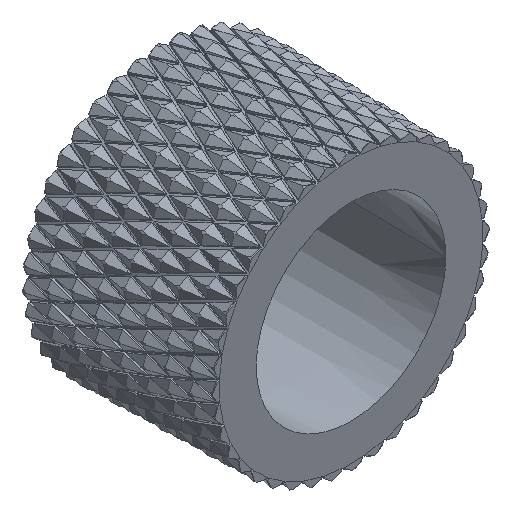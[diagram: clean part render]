
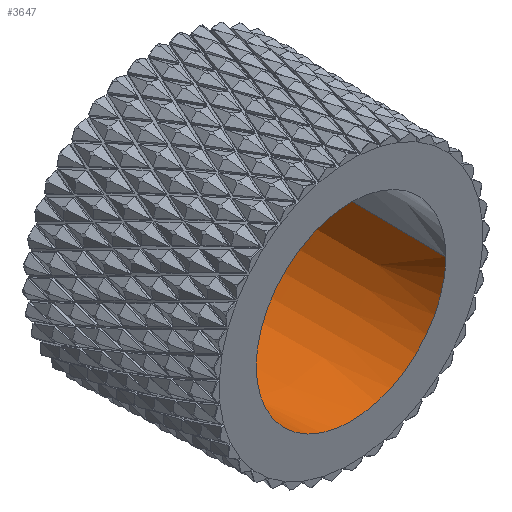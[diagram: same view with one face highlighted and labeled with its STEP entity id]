
A CAD part, isometric view. The second image highlights one B-rep face of the part: STEP entity #3647.
In plain terms, the highlighted free-form (B-spline) face has degree [3, 2] with [4, 5] control points.
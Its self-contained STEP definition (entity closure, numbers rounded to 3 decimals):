
#3647=ADVANCED_FACE('',(#7013),#46023,.T.);
#7013=FACE_OUTER_BOUND('',#10514,.T.);
#10514=EDGE_LOOP('',(#25261,#25262,#25263,#25264));
#25261=ORIENTED_EDGE('',*,*,#33706,.T.);
#25262=ORIENTED_EDGE('',*,*,#30597,.T.);
#25263=ORIENTED_EDGE('',*,*,#30598,.T.);
#25264=ORIENTED_EDGE('',*,*,#33704,.F.);
#30597=EDGE_CURVE('',#44466,#44465,#33731,.T.);
#30598=EDGE_CURVE('',#44465,#46004,#33732,.T.);
#33704=EDGE_CURVE('',#46003,#46004,#33942,.T.);
#33706=EDGE_CURVE('',#46003,#44466,#33944,.T.);
#33731=(
BOUNDED_CURVE()
B_SPLINE_CURVE(3,(#77015,#77016,#77017,#77018),.UNSPECIFIED.,.F.,.F.)
B_SPLINE_CURVE_WITH_KNOTS((4,4),(0.,10.402),.UNSPECIFIED.)
CURVE()
GEOMETRIC_REPRESENTATION_ITEM()
RATIONAL_B_SPLINE_CURVE((1.,1.,1.,1.))
REPRESENTATION_ITEM('')
);
#33732=(
BOUNDED_CURVE()
B_SPLINE_CURVE(2,(#77019,#77020,#77021,#77022,#77023),.UNSPECIFIED.,.F.,
 .F.)
B_SPLINE_CURVE_WITH_KNOTS((3,2,3),(-43.2,-32.4,-21.6),.UNSPECIFIED.)
CURVE()
GEOMETRIC_REPRESENTATION_ITEM()
RATIONAL_B_SPLINE_CURVE((1.,0.707,1.,0.707,1.))
REPRESENTATION_ITEM('')
);
#33942=(
BOUNDED_CURVE()
B_SPLINE_CURVE(3,(#86823,#86824,#86825,#86826),.UNSPECIFIED.,.F.,.F.)
B_SPLINE_CURVE_WITH_KNOTS((4,4),(0.,10.402),.UNSPECIFIED.)
CURVE()
GEOMETRIC_REPRESENTATION_ITEM()
RATIONAL_B_SPLINE_CURVE((1.,1.,1.,1.))
REPRESENTATION_ITEM('')
);
#33944=(
BOUNDED_CURVE()
B_SPLINE_CURVE(2,(#86832,#86833,#86834,#86835,#86836),.UNSPECIFIED.,.F.,
 .F.)
B_SPLINE_CURVE_WITH_KNOTS((3,2,3),(21.6,32.4,43.2),.UNSPECIFIED.)
CURVE()
GEOMETRIC_REPRESENTATION_ITEM()
RATIONAL_B_SPLINE_CURVE((1.,0.707,1.,0.707,1.))
REPRESENTATION_ITEM('')
);
#44465=VERTEX_POINT('',#65379);
#44466=VERTEX_POINT('',#65380);
#46003=VERTEX_POINT('',#66917);
#46004=VERTEX_POINT('',#66918);
#46023=(
BOUNDED_SURFACE()
B_SPLINE_SURFACE(3,2,((#60873,#60874,#60875,#60876,#60877),(#60878,#60879,
#60880,#60881,#60882),(#60883,#60884,#60885,#60886,#60887),(#60888,#60889,
#60890,#60891,#60892)),.UNSPECIFIED.,.F.,.F.,.F.)
B_SPLINE_SURFACE_WITH_KNOTS((4,4),(3,2,3),(0.,10.402),(-43.2,
-32.4,-21.6),.UNSPECIFIED.)
GEOMETRIC_REPRESENTATION_ITEM()
RATIONAL_B_SPLINE_SURFACE(((1.,0.707,1.,0.707,1.),
(1.,0.707,1.,0.707,1.),(1.,0.707,1.,
0.707,1.),(1.,0.707,1.,0.707,1.)))
REPRESENTATION_ITEM('')
SURFACE()
);
#60873=CARTESIAN_POINT('',(5.25,-15.4,0.));
#60874=CARTESIAN_POINT('',(5.25,-15.4,-5.25));
#60875=CARTESIAN_POINT('',(0.,-15.4,-5.25));
#60876=CARTESIAN_POINT('',(-5.25,-15.4,-5.25));
#60877=CARTESIAN_POINT('',(-5.25,-15.4,0.));
#60878=CARTESIAN_POINT('',(5.3,-11.933,0.));
#60879=CARTESIAN_POINT('',(5.3,-11.933,-5.3));
#60880=CARTESIAN_POINT('',(0.,-11.933,-5.3));
#60881=CARTESIAN_POINT('',(-5.3,-11.933,-5.3));
#60882=CARTESIAN_POINT('',(-5.3,-11.933,0.));
#60883=CARTESIAN_POINT('',(5.35,-8.467,0.));
#60884=CARTESIAN_POINT('',(5.35,-8.467,-5.35));
#60885=CARTESIAN_POINT('',(0.,-8.467,-5.35));
#60886=CARTESIAN_POINT('',(-5.35,-8.467,-5.35));
#60887=CARTESIAN_POINT('',(-5.35,-8.467,0.));
#60888=CARTESIAN_POINT('',(5.4,-5.,0.));
#60889=CARTESIAN_POINT('',(5.4,-5.,-5.4));
#60890=CARTESIAN_POINT('',(0.,-5.,-5.4));
#60891=CARTESIAN_POINT('',(-5.4,-5.,-5.4));
#60892=CARTESIAN_POINT('',(-5.4,-5.,0.));
#65379=CARTESIAN_POINT('',(5.4,-5.,0.));
#65380=CARTESIAN_POINT('',(5.25,-15.4,0.));
#66917=CARTESIAN_POINT('',(-5.25,-15.4,0.));
#66918=CARTESIAN_POINT('',(-5.4,-5.,0.));
#77015=CARTESIAN_POINT('',(5.25,-15.4,0.));
#77016=CARTESIAN_POINT('',(5.3,-11.933,0.));
#77017=CARTESIAN_POINT('',(5.35,-8.467,0.));
#77018=CARTESIAN_POINT('',(5.4,-5.,0.));
#77019=CARTESIAN_POINT('',(5.4,-5.,0.));
#77020=CARTESIAN_POINT('',(5.4,-5.,-5.4));
#77021=CARTESIAN_POINT('',(0.,-5.,-5.4));
#77022=CARTESIAN_POINT('',(-5.4,-5.,-5.4));
#77023=CARTESIAN_POINT('',(-5.4,-5.,0.));
#86823=CARTESIAN_POINT('',(-5.25,-15.4,0.));
#86824=CARTESIAN_POINT('',(-5.3,-11.933,0.));
#86825=CARTESIAN_POINT('',(-5.35,-8.467,0.));
#86826=CARTESIAN_POINT('',(-5.4,-5.,0.));
#86832=CARTESIAN_POINT('',(-5.25,-15.4,0.));
#86833=CARTESIAN_POINT('',(-5.25,-15.4,-5.25));
#86834=CARTESIAN_POINT('',(0.,-15.4,-5.25));
#86835=CARTESIAN_POINT('',(5.25,-15.4,-5.25));
#86836=CARTESIAN_POINT('',(5.25,-15.4,0.));
